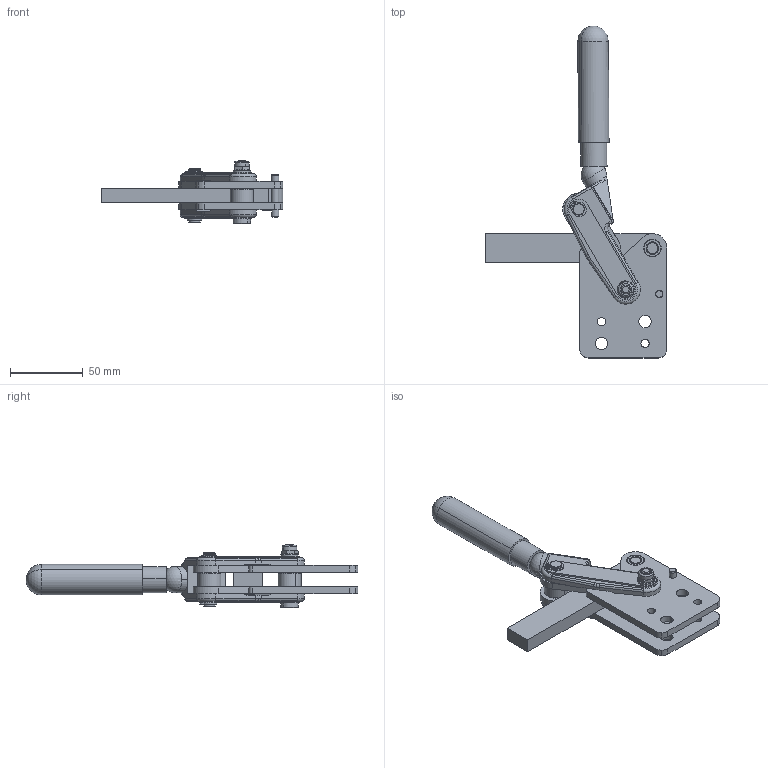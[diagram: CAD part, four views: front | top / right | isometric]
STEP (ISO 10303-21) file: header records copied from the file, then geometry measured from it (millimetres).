
FILE_DESCRIPTION((''),'2;1');
FILE_NAME('623.1.stp','2005-09-01T12:17:25',('CAD'),(''),'Autodesk Inventor 8','Autodesk Inventor 8','');
FILE_SCHEMA(('AUTOMOTIVE_DESIGN { 1 0 10303 214 1 1 1 1 }'));
Length unit declared in the file: millimetre
Products named in the file (1): Part3
Bounding box: 125 x 228.26 x 44 mm (x, y, z)
Volume: 129583.2 mm3; surface area: 53755.9 mm2
Topology: 13 solids, 13 shells, 2170 faces, 6053 edges, 3985 vertices
Faces by surface type: plane 1424, cylinder 583, cone 122, bspline 20, torus 12, sphere 9
Entity records: 68590 total; most frequent: CARTESIAN_POINT 15928, ORIENTED_EDGE 12080, DIRECTION 10436, EDGE_CURVE 6040, VERTEX_POINT 3982, AXIS2_PLACEMENT_3D 3875, VECTOR 2686, LINE 2686
